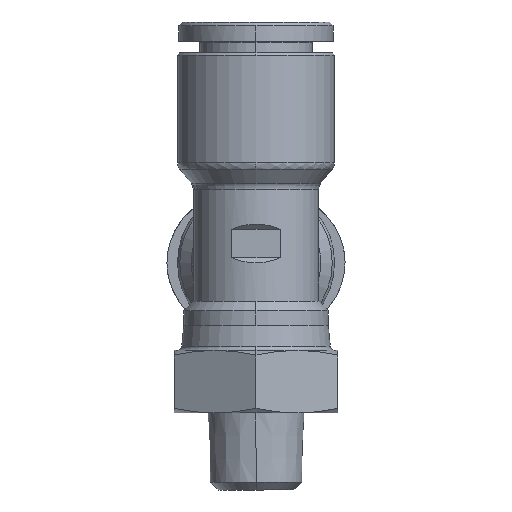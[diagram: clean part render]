
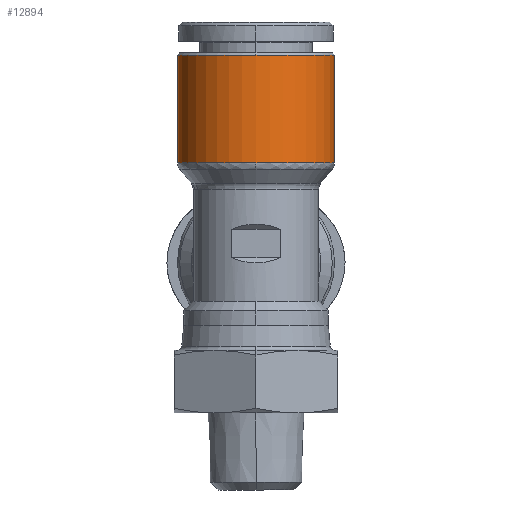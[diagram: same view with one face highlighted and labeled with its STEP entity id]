
A CAD part, left-side view. The second image highlights one B-rep face of the part: STEP entity #12894.
In plain terms, the highlighted cylindrical face has radius 8.15 mm (diameter 16.3 mm), a partial arc.
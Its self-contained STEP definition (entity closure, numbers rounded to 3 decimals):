
#33 = CARTESIAN_POINT ( 'NONE',  ( -9.233, -8.15, 21.55 ) ) ;
#163 = CIRCLE ( 'NONE', #26319, 8.15 ) ;
#718 = CARTESIAN_POINT ( 'NONE',  ( -9.233, 0., 21.55 ) ) ;
#888 = AXIS2_PLACEMENT_3D ( 'NONE', #718, #17226, #3190 ) ;
#1444 = CARTESIAN_POINT ( 'NONE',  ( -9.233, 0., 21.55 ) ) ;
#2378 = ORIENTED_EDGE ( 'NONE', *, *, #12630, .T. ) ;
#3101 = CARTESIAN_POINT ( 'NONE',  ( -9.233, -8.15, 15. ) ) ;
#3190 = DIRECTION ( 'NONE',  ( 0., -1., 0. ) ) ;
#3897 = DIRECTION ( 'NONE',  ( 0., -1., 0. ) ) ;
#4044 = CIRCLE ( 'NONE', #30181, 8.15 ) ;
#4309 = EDGE_CURVE ( 'NONE', #7242, #8604, #28532, .T. ) ;
#4320 = CARTESIAN_POINT ( 'NONE',  ( -9.233, 0., 15. ) ) ;
#4421 = CYLINDRICAL_SURFACE ( 'NONE', #14010, 8.15 ) ;
#4525 = DIRECTION ( 'NONE',  ( 0., 0., 1. ) ) ;
#7242 = VERTEX_POINT ( 'NONE', #33 ) ;
#7586 = VECTOR ( 'NONE', #23806, 1000. ) ;
#8065 = EDGE_LOOP ( 'NONE', ( #10516, #26721, #18242, #2378, #26859, #22280 ) ) ;
#8285 = DIRECTION ( 'NONE',  ( 1., 0., 0. ) ) ;
#8488 = CARTESIAN_POINT ( 'NONE',  ( -17.383, 0., 10.359 ) ) ;
#8604 = VERTEX_POINT ( 'NONE', #19916 ) ;
#8668 = CARTESIAN_POINT ( 'NONE',  ( -9.233, 8.15, 21.55 ) ) ;
#10516 = ORIENTED_EDGE ( 'NONE', *, *, #23535, .F. ) ;
#10622 = CARTESIAN_POINT ( 'NONE',  ( -9.233, 0., 10.359 ) ) ;
#11213 = VERTEX_POINT ( 'NONE', #12825 ) ;
#12152 = FACE_OUTER_BOUND ( 'NONE', #8065, .T. ) ;
#12630 = EDGE_CURVE ( 'NONE', #19303, #7242, #23503, .T. ) ;
#12825 = CARTESIAN_POINT ( 'NONE',  ( -9.233, 8.15, 10.359 ) ) ;
#12894 = ADVANCED_FACE ( 'NONE', ( #12152 ), #4421, .T. ) ;
#13079 = CARTESIAN_POINT ( 'NONE',  ( -9.233, -8.15, 10.359 ) ) ;
#14010 = AXIS2_PLACEMENT_3D ( 'NONE', #4320, #4525, #16083 ) ;
#14046 = CARTESIAN_POINT ( 'NONE',  ( -9.233, 8.15, 15. ) ) ;
#15882 = VERTEX_POINT ( 'NONE', #8488 ) ;
#15918 = EDGE_CURVE ( 'NONE', #19303, #15882, #4044, .T. ) ;
#16083 = DIRECTION ( 'NONE',  ( 0., -1., 0. ) ) ;
#16595 = DIRECTION ( 'NONE',  ( 1., 0., 0. ) ) ;
#17226 = DIRECTION ( 'NONE',  ( 0., 0., -1. ) ) ;
#18242 = ORIENTED_EDGE ( 'NONE', *, *, #15918, .F. ) ;
#18827 = DIRECTION ( 'NONE',  ( 0., 0., -1. ) ) ;
#19246 = LINE ( 'NONE', #14046, #7586 ) ;
#19303 = VERTEX_POINT ( 'NONE', #13079 ) ;
#19916 = CARTESIAN_POINT ( 'NONE',  ( -17.383, 0., 21.55 ) ) ;
#22280 = ORIENTED_EDGE ( 'NONE', *, *, #25349, .T. ) ;
#23009 = AXIS2_PLACEMENT_3D ( 'NONE', #1444, #29610, #3897 ) ;
#23503 = LINE ( 'NONE', #3101, #24249 ) ;
#23535 = EDGE_CURVE ( 'NONE', #11213, #23967, #19246, .T. ) ;
#23806 = DIRECTION ( 'NONE',  ( 0., 0., 1. ) ) ;
#23967 = VERTEX_POINT ( 'NONE', #8668 ) ;
#24201 = EDGE_CURVE ( 'NONE', #15882, #11213, #163, .T. ) ;
#24249 = VECTOR ( 'NONE', #26528, 1000. ) ;
#25349 = EDGE_CURVE ( 'NONE', #8604, #23967, #27595, .T. ) ;
#25894 = CARTESIAN_POINT ( 'NONE',  ( -9.233, 0., 10.359 ) ) ;
#26319 = AXIS2_PLACEMENT_3D ( 'NONE', #25894, #18827, #16595 ) ;
#26528 = DIRECTION ( 'NONE',  ( 0., 0., 1. ) ) ;
#26721 = ORIENTED_EDGE ( 'NONE', *, *, #24201, .F. ) ;
#26859 = ORIENTED_EDGE ( 'NONE', *, *, #4309, .T. ) ;
#26948 = DIRECTION ( 'NONE',  ( 0., 0., -1. ) ) ;
#27595 = CIRCLE ( 'NONE', #23009, 8.15 ) ;
#28532 = CIRCLE ( 'NONE', #888, 8.15 ) ;
#29610 = DIRECTION ( 'NONE',  ( 0., 0., -1. ) ) ;
#30181 = AXIS2_PLACEMENT_3D ( 'NONE', #10622, #26948, #8285 ) ;
